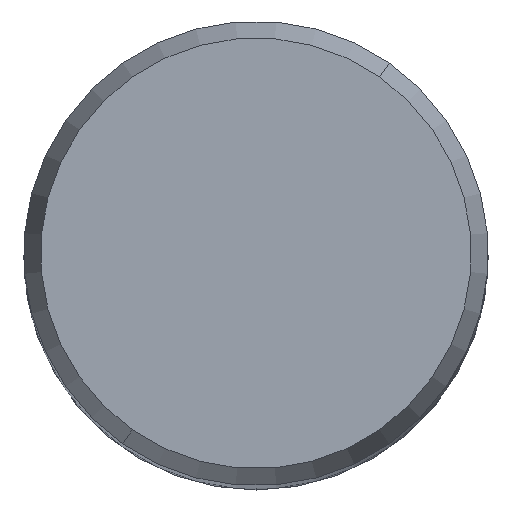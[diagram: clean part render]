
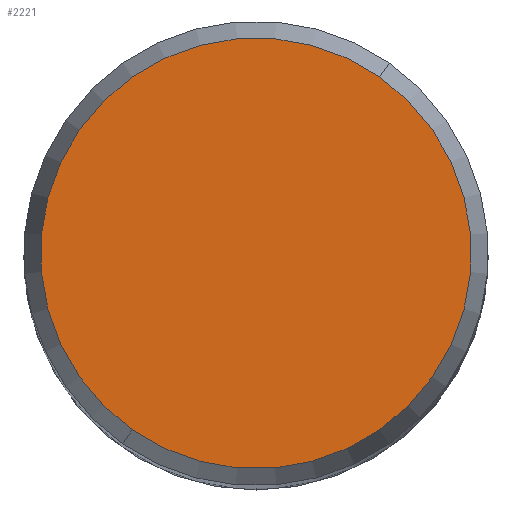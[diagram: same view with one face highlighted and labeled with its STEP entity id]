
A CAD part, top view. The second image highlights one B-rep face of the part: STEP entity #2221.
In plain terms, the highlighted planar face has unit normal (0, 0, 1).
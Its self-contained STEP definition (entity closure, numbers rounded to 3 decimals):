
#886=CARTESIAN_POINT('',(0.,0.,0.));
#887=DIRECTION('',(0.,0.,1.));
#888=DIRECTION('',(0.574,0.819,0.));
#889=AXIS2_PLACEMENT_3D('',#886,#887,#888);
#894=CARTESIAN_POINT('',(0.,0.,0.));
#895=DIRECTION('',(0.,0.,-1.));
#896=DIRECTION('',(0.574,0.819,0.));
#897=AXIS2_PLACEMENT_3D('',#894,#895,#896);
#992=CARTESIAN_POINT('',(5.318,7.595,0.));
#993=VERTEX_POINT('',#992);
#1026=CARTESIAN_POINT('',(-5.318,-7.595,0.));
#1027=VERTEX_POINT('',#1026);
#2212=CARTESIAN_POINT('',(0.,0.,0.));
#2213=DIRECTION('',(0.,0.,-1.));
#2214=DIRECTION('',(-0.574,-0.819,0.));
#2215=AXIS2_PLACEMENT_3D('',#2212,#2213,#2214);
#2216=PLANE('',#2215);
#2217=ORIENTED_EDGE('',*,*,#2191,.F.);
#2218=ORIENTED_EDGE('',*,*,#2207,.T.);
#2219=EDGE_LOOP('',(#2217,#2218));
#2220=FACE_OUTER_BOUND('',#2219,.F.);
#890=CIRCLE('',#889,9.272);
#898=CIRCLE('',#897,9.272);
#2191=EDGE_CURVE('',#993,#1027,#890,.T.);
#2207=EDGE_CURVE('',#993,#1027,#898,.T.);
#2221=ADVANCED_FACE('',(#2220),#2216,.F.);
